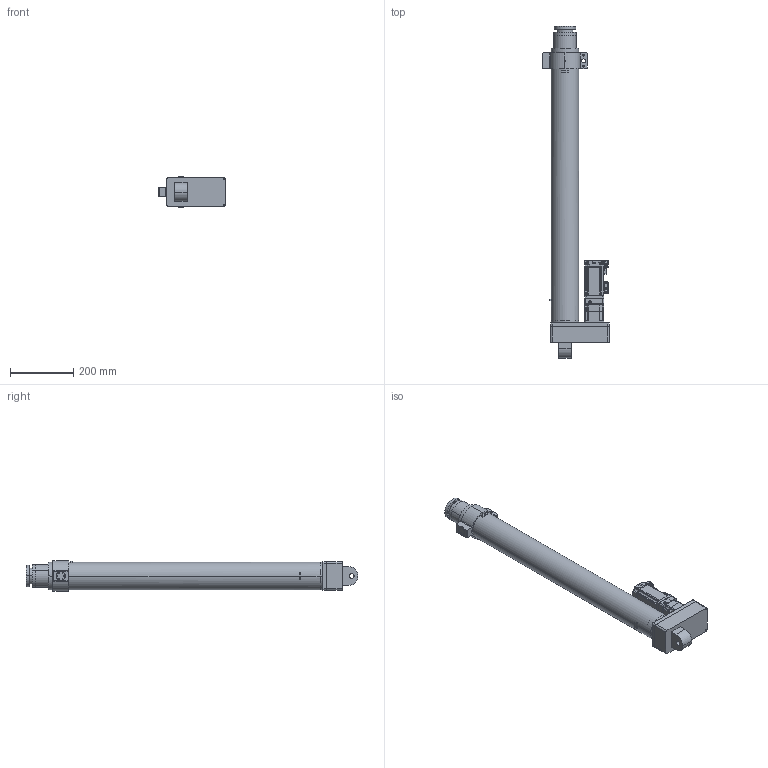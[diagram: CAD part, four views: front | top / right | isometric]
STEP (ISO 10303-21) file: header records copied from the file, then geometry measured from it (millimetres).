
FILE_DESCRIPTION (( 'STEP AP203' ), '1' );
FILE_NAME ('RLD88-10HB-2KN-R1500-S2-100mm-s.STEP', '2025-01-20T06:38:13', ( '微软用户' ), ( '微软中国' ), 'SwSTEP 2.0', 'SolidWorks 2022', '' );
FILE_SCHEMA (( 'CONFIG_CONTROL_DESIGN' ));
Length unit declared in the file: millimetre
Products named in the file (39): 复件 31090524--MS1H1-400001_1_1_1^复件 MS1H1-40B30CB-A334Z_1_ASM_1_ASM_ASM_复件 MS1H1-40B30CB-A334Z_ASM_1-35997_ASM_复件 MS1H1-40B30CB-A334Z_ASM_1-36033_ASM_复件 MS1H1-40B30CB-A334Z-S_ASM_1_ASM_复~; 复件 240111-TB-88多节缸第二节缸筒^RLD88-10HB-2KN-R1500-S2-100mm-s; 复件 _1-SO-576180001_1_1_1^复件 MS1H1-40B30CB-A334Z_1_ASM_1_ASM_ASM_复件 MS1H1-40B30CB-A334Z_ASM_1-35997_ASM_复件 MS1H1-40B30CB-A334Z_ASM_1-36033_ASM_复件 MS1H1-40B30CB-A334Z-S_ASM_1_ASM_复件 MS1H1~; RLD88-10HB-2KN-R1500-S2-100mm-s; 复件 240111-TB-88多节缸第三节缸筒^RLD88-10HB-2KN-R1500-S2-100mm-s; 复件 21E8-005-1073-P4_1_1_1_1^复件 MS1H1-40B30CB-A334Z-S_ASM_1_ASM_复件 MS1H1-40B30CB-(x)334Z_RLD88-10HB-2KN-R1500-S2-100mm-s; 复件 31100246--1-SOLI00_1_1_1_1^复件 MS1H1-40B30CB-A334Z_1_ASM_1_ASM_ASM_复件 MS1H1-40B30CB-A334Z_ASM_1-35997_ASM_复件 MS1H1-40B30CB-A334Z_ASM_1-36033_ASM_复件 MS1H1-40B30CB-A334Z-S_ASM_1_ASM_复件 ~; 复件 PGH60-L1-14-50-70-M5-A16^RLD88-10HB-2KN-R1500-S2-100mm-s; 复件 _1-SO-579730001_1_1_1^复件 MS1H1-40B30CB-A334Z_1_ASM_1_ASM_ASM_复件 MS1H1-40B30CB-A334Z_ASM_1-35997_ASM_复件 MS1H1-40B30CB-A334Z_ASM_1-36033_ASM_复件 MS1H1-40B30CB-A334Z-S_ASM_1_ASM_复件 MS1H1~; 复件 _1-SO-85180001_1_1_1^复件 MS1H1-40B30CB-A334Z_1_ASM_1_ASM_ASM_复件 MS1H1-40B30CB-A334Z_ASM_1-35997_ASM_复件 MS1H1-40B30CB-A334Z_ASM_1-36033_ASM_复件 MS1H1-40B30CB-A334Z-S_ASM_1_ASM_复件 MS1H1-~; 复件 _1-SO-60001_1_1_1^复件 MS1H1-40B30CB-A334Z_1_ASM_1_ASM_ASM_复件 MS1H1-40B30CB-A334Z_ASM_1-35997_ASM_复件 MS1H1-40B30CB-A334Z_ASM_1-36033_ASM_复件 MS1H1-40B30CB-A334Z-S_ASM_1_ASM_复件 MS1H1-40B~; 复件 MS1H1-40B30CB-(x)334Z^RLD88-10HB-2KN-R1500-S2-100mm-s; 复件 31740004--1-SOLI00_1_1_1_1^复件 MS1H1-40B30CB-A334Z_1_ASM_1_ASM_ASM_复件 MS1H1-40B30CB-A334Z_ASM_1-35997_ASM_复件 MS1H1-40B30CB-A334Z_ASM_1-36033_ASM_复件 MS1H1-40B30CB-A334Z-S_ASM_1_ASM_复件 ~; 复件 240111-TB-88多节缸第一节缸筒^RLD88-10HB-2KN-R1500-S2-100mm-s; 复件 10_1_1_1^复件 MS1H1-40B30CB-A334Z_1_ASM_1_ASM_ASM_复件 MS1H1-40B30CB-A334Z_ASM_1-35997_ASM_复件 MS1H1-40B30CB-A334Z_ASM_1-36033_ASM_复件 MS1H1-40B30CB-A334Z-S_ASM_1_ASM_复件 MS1H1-40B30CB-(x)3~; 复件 31090647--1-SOL000_1_1_1^复件 MS1H1-40B30CB-A334Z_1_ASM_1_ASM_ASM_复件 MS1H1-40B30CB-A334Z_ASM_1-35997_ASM_复件 MS1H1-40B30CB-A334Z_ASM_1-36033_ASM_复件 MS1H1-40B30CB-A334Z-S_ASM_1_ASM_复件 MS~; 复件 _1-SO-476400001_1_1_1^复件 MS1H1-40B30CB-A334Z_1_ASM_1_ASM_ASM_复件 MS1H1-40B30CB-A334Z_ASM_1-35997_ASM_复件 MS1H1-40B30CB-A334Z_ASM_1-36033_ASM_复件 MS1H1-40B30CB-A334Z-S_ASM_1_ASM_复件 MS1H1~; 复件 22010150--1-SOLI00_1_1_1_1^复件 MS1H1-40B30CB-A334Z_1_ASM_1_ASM_ASM_复件 MS1H1-40B30CB-A334Z_ASM_1-35997_ASM_复件 MS1H1-40B30CB-A334Z_ASM_1-36033_ASM_复件 MS1H1-40B30CB-A334Z-S_ASM_1_ASM_复件 ~; 复件 抱箍2^RLD88-10HB-2KN-R1500-S2-100mm-s; 复件 240111-TB-88多节缸轴承座^RLD88-10HB-2KN-R1500-S2-100mm-s; 复件 _1-SO-403590001_1_1_1^复件 MS1H1-40B30CB-A334Z_1_ASM_1_ASM_ASM_复件 MS1H1-40B30CB-A334Z_ASM_1-35997_ASM_复件 MS1H1-40B30CB-A334Z_ASM_1-36033_ASM_复件 MS1H1-40B30CB-A334Z-S_ASM_1_ASM_复件 MS1H1~; 复件 _60-1-SO0001_1_1_1_1^复件 MS1H1-40B30CB-A334Z_1_ASM_1_ASM_ASM_复件 MS1H1-40B30CB-A334Z_ASM_1-35997_ASM_复件 MS1H1-40B30CB-A334Z_ASM_1-36033_ASM_复件 MS1H1-40B30CB-A334Z-S_ASM_1_ASM_复件 MS1H1-~; 复件 30_1_1_1_1^复件 MS1H1-40B30CB-A334Z_1_ASM_1_ASM_ASM_复件 MS1H1-40B30CB-A334Z_ASM_1-35997_ASM_复件 MS1H1-40B30CB-A334Z_ASM_1-36033_ASM_复件 MS1H1-40B30CB-A334Z-S_ASM_1_ASM_复件 MS1H1-40B30CB-(x~; 复件 MS1H1-40B30CB-A334Z-S_ASM_1_ASM^复件 MS1H1-40B30CB-(x)334Z_RLD88-10HB-2KN-R1500-S2-100mm-s; 复件 MS1H1-40B30CB-A334Z_ASM_1-36033_ASM^复件 MS1H1-40B30CB-A334Z-S_ASM_1_ASM_复件 MS1H1-40B30CB-(x)334Z_RLD88-10HB-2KN-R1500-S2-100mm-s; 复件 _1-SO-750450001_1_1_1^复件 MS1H1-40B30CB-A334Z_1_ASM_1_ASM_ASM_复件 MS1H1-40B30CB-A334Z_ASM_1-35997_ASM_复件 MS1H1-40B30CB-A334Z_ASM_1-36033_ASM_复件 MS1H1-40B30CB-A334Z-S_ASM_1_ASM_复件 MS1H1~; 复件 _1-SO-126980001_1_1_1^复件 MS1H1-40B30CB-A334Z_1_ASM_1_ASM_ASM_复件 MS1H1-40B30CB-A334Z_ASM_1-35997_ASM_复件 MS1H1-40B30CB-A334Z_ASM_1-36033_ASM_复件 MS1H1-40B30CB-A334Z-S_ASM_1_ASM_复件 MS1H1~; 复件 240111-TB-88多节缸箱体盖板^RLD88-10HB-2KN-R1500-S2-100mm-s; 复件 31900522--1-SOL000_1_1_1_1^复件 MS1H1-40B30CB-A334Z_1_ASM_1_ASM_ASM_复件 MS1H1-40B30CB-A334Z_ASM_1-35997_ASM_复件 MS1H1-40B30CB-A334Z_ASM_1-36033_ASM_复件 MS1H1-40B30CB-A334Z-S_ASM_1_ASM_复件 ~; 复件 _1-SO-16020001_1_1_1^复件 MS1H1-40B30CB-A334Z_1_ASM_1_ASM_ASM_复件 MS1H1-40B30CB-A334Z_ASM_1-35997_ASM_复件 MS1H1-40B30CB-A334Z_ASM_1-36033_ASM_复件 MS1H1-40B30CB-A334Z-S_ASM_1_ASM_复件 MS1H1-~; 复件 _1-SO-391790001_1_1_1^复件 MS1H1-40B30CB-A334Z_1_ASM_1_ASM_ASM_复件 MS1H1-40B30CB-A334Z_ASM_1-35997_ASM_复件 MS1H1-40B30CB-A334Z_ASM_1-36033_ASM_复件 MS1H1-40B30CB-A334Z-S_ASM_1_ASM_复件 MS1H1~; 复件 _1-SO-981200001_1_1_1^复件 MS1H1-40B30CB-A334Z_1_ASM_1_ASM_ASM_复件 MS1H1-40B30CB-A334Z_ASM_1-35997_ASM_复件 MS1H1-40B30CB-A334Z_ASM_1-36033_ASM_复件 MS1H1-40B30CB-A334Z-S_ASM_1_ASM_复件 MS1H1~; 复件 _1-SO-585340001_1_1_1^复件 MS1H1-40B30CB-A334Z_1_ASM_1_ASM_ASM_复件 MS1H1-40B30CB-A334Z_ASM_1-35997_ASM_复件 MS1H1-40B30CB-A334Z_ASM_1-36033_ASM_复件 MS1H1-40B30CB-A334Z-S_ASM_1_ASM_复件 MS1H1~; 复件 _1-SO-229040001_1_1_1^复件 MS1H1-40B30CB-A334Z_1_ASM_1_ASM_ASM_复件 MS1H1-40B30CB-A334Z_ASM_1-35997_ASM_复件 MS1H1-40B30CB-A334Z_ASM_1-36033_ASM_复件 MS1H1-40B30CB-A334Z-S_ASM_1_ASM_复件 MS1H1~; 复件 MS1H1-40B30CB-A334Z_1_ASM_1_ASM_ASM^复件 MS1H1-40B30CB-A334Z_ASM_1-35997_ASM_复件 MS1H1-40B30CB-A334Z_ASM_1-36033_ASM_复件 MS1H1-40B30CB-A334Z-S_ASM_1_ASM_复件 MS1H1-40B30CB-(x)334Z_RLD88-10~; 复件 21E8-005-1072-P4_1_1_1_1^复件 MS1H1-40B30CB-A334Z-S_ASM_1_ASM_复件 MS1H1-40B30CB-(x)334Z_RLD88-10HB-2KN-R1500-S2-100mm-s; 复件 22060240_2_1_1_1^复件 MS1H1-40B30CB-A334Z-S_ASM_1_ASM_复件 MS1H1-40B30CB-(x)334Z_RLD88-10HB-2KN-R1500-S2-100mm-s; 复件 _1-SO-195320001_1_1_1^复件 MS1H1-40B30CB-A334Z_1_ASM_1_ASM_ASM_复件 MS1H1-40B30CB-A334Z_ASM_1-35997_ASM_复件 MS1H1-40B30CB-A334Z_ASM_1-36033_ASM_复件 MS1H1-40B30CB-A334Z-S_ASM_1_ASM_复件 MS1H1~; 复件 MS1H1-40B30CB-A334Z_ASM_1-35997_ASM^复件 MS1H1-40B30CB-A334Z_ASM_1-36033_ASM_复件 MS1H1-40B30CB-A334Z-S_ASM_1_ASM_复件 MS1H1-40B30CB-(x)334Z_RLD88-10HB-2KN-R1500-S2-100mm-s
Assembly tree (39 placements, depth 7):
  RLD88-10HB-2KN-R1500-S2-100mm-s
    复件 240111-TB-88多节缸箱体盖板^RLD88-10HB-2KN-R1500-S2-100mm-s
    复件 240111-TB-88多节缸轴承座^RLD88-10HB-2KN-R1500-S2-100mm-s
    复件 240111-TB-88多节缸第二节缸筒^RLD88-10HB-2KN-R1500-S2-100mm-s
    复件 240111-TB-88多节缸第三节缸筒^RLD88-10HB-2KN-R1500-S2-100mm-s
    复件 240111-TB-88多节缸第一节缸筒^RLD88-10HB-2KN-R1500-S2-100mm-s
    复件 MS1H1-40B30CB-(x)334Z^RLD88-10HB-2KN-R1500-S2-100mm-s
      复件 MS1H1-40B30CB-A334Z-S_ASM_1_ASM^复件 MS1H1-40B30CB-(x)334Z_RLD88-10HB-2KN-R1500-S2-100mm-s
        复件 MS1H1-40B30CB-A334Z_ASM_1-36033_ASM^复件 MS1H1-40B30CB-A334Z-S_ASM_1_ASM_复件 MS1H1-40B30CB-(x)334Z_RLD88-10HB-2KN-R1500-S2-100mm-s
          复件 MS1H1-40B30CB-A334Z_ASM_1-35997_ASM^复件 MS1H1-40B30CB-A334Z_ASM_1-36033_ASM_复件 MS1H1-40B30CB-A334Z-S_ASM_1_ASM_复件 MS1H1-40B30CB-(x)334Z_RLD88-10HB-2KN-R1500-S2-100mm-s
            复件 MS1H1-40B30CB-A334Z_1_ASM_1_ASM_ASM^复件 MS1H1-40B30CB-A334Z_ASM_1-35997_ASM_复件 MS1H1-40B30CB-A334Z_ASM_1-36033_ASM_复件 MS1H1-40B30CB-A334Z-S_ASM_1_ASM_复件 MS1H1-40B30CB-(x)334Z_RLD88-10~
              复件 _1-SO-60001_1_1_1^复件 MS1H1-40B30CB-A334Z_1_ASM_1_ASM_ASM_复件 MS1H1-40B30CB-A334Z_ASM_1-35997_ASM_复件 MS1H1-40B30CB-A334Z_ASM_1-36033_ASM_复件 MS1H1-40B30CB-A334Z-S_ASM_1_ASM_复件 MS1H1-40B~
              复件 _1-SO-16020001_1_1_1^复件 MS1H1-40B30CB-A334Z_1_ASM_1_ASM_ASM_复件 MS1H1-40B30CB-A334Z_ASM_1-35997_ASM_复件 MS1H1-40B30CB-A334Z_ASM_1-36033_ASM_复件 MS1H1-40B30CB-A334Z-S_ASM_1_ASM_复件 MS1H1-~
              复件 _1-SO-85180001_1_1_1^复件 MS1H1-40B30CB-A334Z_1_ASM_1_ASM_ASM_复件 MS1H1-40B30CB-A334Z_ASM_1-35997_ASM_复件 MS1H1-40B30CB-A334Z_ASM_1-36033_ASM_复件 MS1H1-40B30CB-A334Z-S_ASM_1_ASM_复件 MS1H1-~
              复件 31090524--MS1H1-400001_1_1_1^复件 MS1H1-40B30CB-A334Z_1_ASM_1_ASM_ASM_复件 MS1H1-40B30CB-A334Z_ASM_1-35997_ASM_复件 MS1H1-40B30CB-A334Z_ASM_1-36033_ASM_复件 MS1H1-40B30CB-A334Z-S_ASM_1_ASM_复~
              复件 _1-SO-126980001_1_1_1^复件 MS1H1-40B30CB-A334Z_1_ASM_1_ASM_ASM_复件 MS1H1-40B30CB-A334Z_ASM_1-35997_ASM_复件 MS1H1-40B30CB-A334Z_ASM_1-36033_ASM_复件 MS1H1-40B30CB-A334Z-S_ASM_1_ASM_复件 MS1H1~
              复件 _1-SO-195320001_1_1_1^复件 MS1H1-40B30CB-A334Z_1_ASM_1_ASM_ASM_复件 MS1H1-40B30CB-A334Z_ASM_1-35997_ASM_复件 MS1H1-40B30CB-A334Z_ASM_1-36033_ASM_复件 MS1H1-40B30CB-A334Z-S_ASM_1_ASM_复件 MS1H1~
              复件 31090647--1-SOL000_1_1_1^复件 MS1H1-40B30CB-A334Z_1_ASM_1_ASM_ASM_复件 MS1H1-40B30CB-A334Z_ASM_1-35997_ASM_复件 MS1H1-40B30CB-A334Z_ASM_1-36033_ASM_复件 MS1H1-40B30CB-A334Z-S_ASM_1_ASM_复件 MS~
              复件 _1-SO-229040001_1_1_1^复件 MS1H1-40B30CB-A334Z_1_ASM_1_ASM_ASM_复件 MS1H1-40B30CB-A334Z_ASM_1-35997_ASM_复件 MS1H1-40B30CB-A334Z_ASM_1-36033_ASM_复件 MS1H1-40B30CB-A334Z-S_ASM_1_ASM_复件 MS1H1~
              复件 31100246--1-SOLI00_1_1_1_1^复件 MS1H1-40B30CB-A334Z_1_ASM_1_ASM_ASM_复件 MS1H1-40B30CB-A334Z_ASM_1-35997_ASM_复件 MS1H1-40B30CB-A334Z_ASM_1-36033_ASM_复件 MS1H1-40B30CB-A334Z-S_ASM_1_ASM_复件 ~
              复件 _1-SO-391790001_1_1_1^复件 MS1H1-40B30CB-A334Z_1_ASM_1_ASM_ASM_复件 MS1H1-40B30CB-A334Z_ASM_1-35997_ASM_复件 MS1H1-40B30CB-A334Z_ASM_1-36033_ASM_复件 MS1H1-40B30CB-A334Z-S_ASM_1_ASM_复件 MS1H1~
              复件 _1-SO-403590001_1_1_1^复件 MS1H1-40B30CB-A334Z_1_ASM_1_ASM_ASM_复件 MS1H1-40B30CB-A334Z_ASM_1-35997_ASM_复件 MS1H1-40B30CB-A334Z_ASM_1-36033_ASM_复件 MS1H1-40B30CB-A334Z-S_ASM_1_ASM_复件 MS1H1~
              复件 22010150--1-SOLI00_1_1_1_1^复件 MS1H1-40B30CB-A334Z_1_ASM_1_ASM_ASM_复件 MS1H1-40B30CB-A334Z_ASM_1-35997_ASM_复件 MS1H1-40B30CB-A334Z_ASM_1-36033_ASM_复件 MS1H1-40B30CB-A334Z-S_ASM_1_ASM_复件 ~
              复件 30_1_1_1_1^复件 MS1H1-40B30CB-A334Z_1_ASM_1_ASM_ASM_复件 MS1H1-40B30CB-A334Z_ASM_1-35997_ASM_复件 MS1H1-40B30CB-A334Z_ASM_1-36033_ASM_复件 MS1H1-40B30CB-A334Z-S_ASM_1_ASM_复件 MS1H1-40B30CB-(x~
              复件 _1-SO-476400001_1_1_1^复件 MS1H1-40B30CB-A334Z_1_ASM_1_ASM_ASM_复件 MS1H1-40B30CB-A334Z_ASM_1-35997_ASM_复件 MS1H1-40B30CB-A334Z_ASM_1-36033_ASM_复件 MS1H1-40B30CB-A334Z-S_ASM_1_ASM_复件 MS1H1~
              复件 31900522--1-SOL000_1_1_1_1^复件 MS1H1-40B30CB-A334Z_1_ASM_1_ASM_ASM_复件 MS1H1-40B30CB-A334Z_ASM_1-35997_ASM_复件 MS1H1-40B30CB-A334Z_ASM_1-36033_ASM_复件 MS1H1-40B30CB-A334Z-S_ASM_1_ASM_复件 ~
              复件 31740004--1-SOLI00_1_1_1_1^复件 MS1H1-40B30CB-A334Z_1_ASM_1_ASM_ASM_复件 MS1H1-40B30CB-A334Z_ASM_1-35997_ASM_复件 MS1H1-40B30CB-A334Z_ASM_1-36033_ASM_复件 MS1H1-40B30CB-A334Z-S_ASM_1_ASM_复件 ~
              复件 _1-SO-576180001_1_1_1^复件 MS1H1-40B30CB-A334Z_1_ASM_1_ASM_ASM_复件 MS1H1-40B30CB-A334Z_ASM_1-35997_ASM_复件 MS1H1-40B30CB-A334Z_ASM_1-36033_ASM_复件 MS1H1-40B30CB-A334Z-S_ASM_1_ASM_复件 MS1H1~
              复件 _1-SO-579730001_1_1_1^复件 MS1H1-40B30CB-A334Z_1_ASM_1_ASM_ASM_复件 MS1H1-40B30CB-A334Z_ASM_1-35997_ASM_复件 MS1H1-40B30CB-A334Z_ASM_1-36033_ASM_复件 MS1H1-40B30CB-A334Z-S_ASM_1_ASM_复件 MS1H1~
              复件 _1-SO-585340001_1_1_1^复件 MS1H1-40B30CB-A334Z_1_ASM_1_ASM_ASM_复件 MS1H1-40B30CB-A334Z_ASM_1-35997_ASM_复件 MS1H1-40B30CB-A334Z_ASM_1-36033_ASM_复件 MS1H1-40B30CB-A334Z-S_ASM_1_ASM_复件 MS1H1~
              复件 10_1_1_1^复件 MS1H1-40B30CB-A334Z_1_ASM_1_ASM_ASM_复件 MS1H1-40B30CB-A334Z_ASM_1-35997_ASM_复件 MS1H1-40B30CB-A334Z_ASM_1-36033_ASM_复件 MS1H1-40B30CB-A334Z-S_ASM_1_ASM_复件 MS1H1-40B30CB-(x)3~
              复件 _1-SO-750450001_1_1_1^复件 MS1H1-40B30CB-A334Z_1_ASM_1_ASM_ASM_复件 MS1H1-40B30CB-A334Z_ASM_1-35997_ASM_复件 MS1H1-40B30CB-A334Z_ASM_1-36033_ASM_复件 MS1H1-40B30CB-A334Z-S_ASM_1_ASM_复件 MS1H1~
              复件 _60-1-SO0001_1_1_1_1^复件 MS1H1-40B30CB-A334Z_1_ASM_1_ASM_ASM_复件 MS1H1-40B30CB-A334Z_ASM_1-35997_ASM_复件 MS1H1-40B30CB-A334Z_ASM_1-36033_ASM_复件 MS1H1-40B30CB-A334Z-S_ASM_1_ASM_复件 MS1H1-~
              复件 _1-SO-981200001_1_1_1^复件 MS1H1-40B30CB-A334Z_1_ASM_1_ASM_ASM_复件 MS1H1-40B30CB-A334Z_ASM_1-35997_ASM_复件 MS1H1-40B30CB-A334Z_ASM_1-36033_ASM_复件 MS1H1-40B30CB-A334Z-S_ASM_1_ASM_复件 MS1H1~
        复件 21E8-005-1072-P4_1_1_1_1^复件 MS1H1-40B30CB-A334Z-S_ASM_1_ASM_复件 MS1H1-40B30CB-(x)334Z_RLD88-10HB-2KN-R1500-S2-100mm-s
        复件 21E8-005-1073-P4_1_1_1_1^复件 MS1H1-40B30CB-A334Z-S_ASM_1_ASM_复件 MS1H1-40B30CB-(x)334Z_RLD88-10HB-2KN-R1500-S2-100mm-s
        复件 22060240_2_1_1_1^复件 MS1H1-40B30CB-A334Z-S_ASM_1_ASM_复件 MS1H1-40B30CB-(x)334Z_RLD88-10HB-2KN-R1500-S2-100mm-s  x2
    复件 PGH60-L1-14-50-70-M5-A16^RLD88-10HB-2KN-R1500-S2-100mm-s
    复件 抱箍2^RLD88-10HB-2KN-R1500-S2-100mm-s
Bounding box: 210 x 1050 x 97 mm (x, y, z)
Volume: 3881416.9 mm3; surface area: 1412176.5 mm2
Topology: 50 solids, 54 shells, 2524 faces, 6672 edges, 4329 vertices
Faces by surface type: plane 1353, cylinder 830, bspline 191, cone 150
Entity records: 88822 total; most frequent: CARTESIAN_POINT 22918, ORIENTED_EDGE 13126, DIRECTION 12587, EDGE_CURVE 6567, AXIS2_PLACEMENT_3D 4290, VERTEX_POINT 4286, VECTOR 4007, LINE 4007
